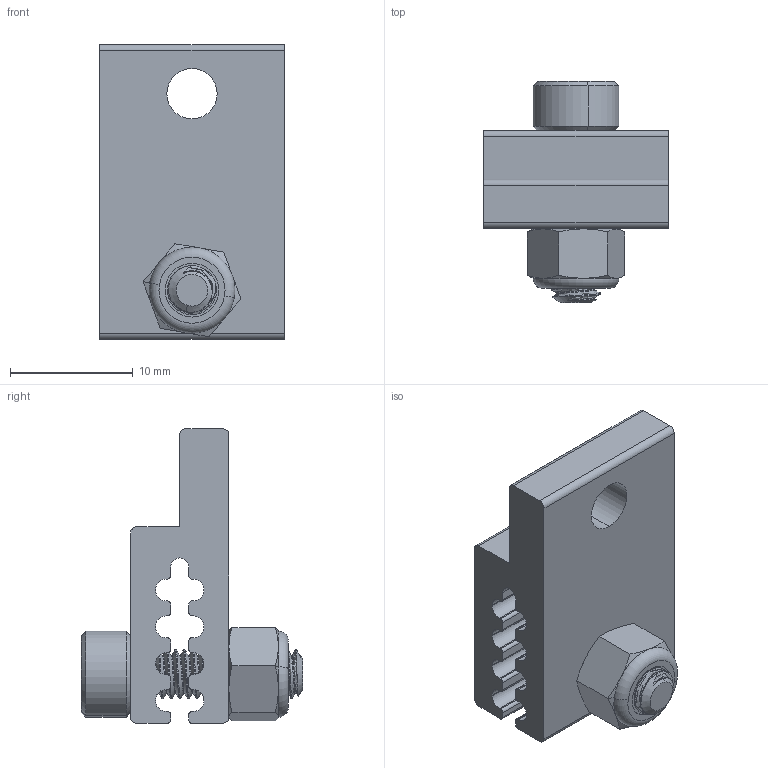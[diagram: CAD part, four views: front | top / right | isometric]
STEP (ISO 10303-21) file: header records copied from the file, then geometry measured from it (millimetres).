
FILE_DESCRIPTION (( 'STEP AP203' ), '1' );
FILE_NAME ('3409-0001-0001 assembly.STEP', '2019-07-02T15:34:09', ( '' ), ( '' ), 'SwSTEP 2.0', 'SolidWorks 2016', '' );
FILE_SCHEMA (( 'CONFIG_CONTROL_DESIGN' ));
Length unit declared in the file: millimetre
Products named in the file (4): 3409-0001-0001 assembly; 2812-0004-0007_90576A103; 2800-0004-0014_90128A207; 3409-0001-0001
Assembly tree (3 placements, depth 2):
  3409-0001-0001 assembly
    3409-0001-0001
    2800-0004-0014_90128A207
    2812-0004-0007_90576A103
Bounding box: 15 x 18 x 24 mm (x, y, z)
Volume: 2166.1 mm3; surface area: 2579.8 mm2
Topology: 3 solids, 3 shells, 288 faces, 802 edges, 522 vertices
Faces by surface type: cylinder 172, plane 76, cone 30, torus 6, bspline 4
Entity records: 14197 total; most frequent: CARTESIAN_POINT 7012, ORIENTED_EDGE 1604, DIRECTION 1279, EDGE_CURVE 802, VERTEX_POINT 522, AXIS2_PLACEMENT_3D 469, LINE 341, VECTOR 341
